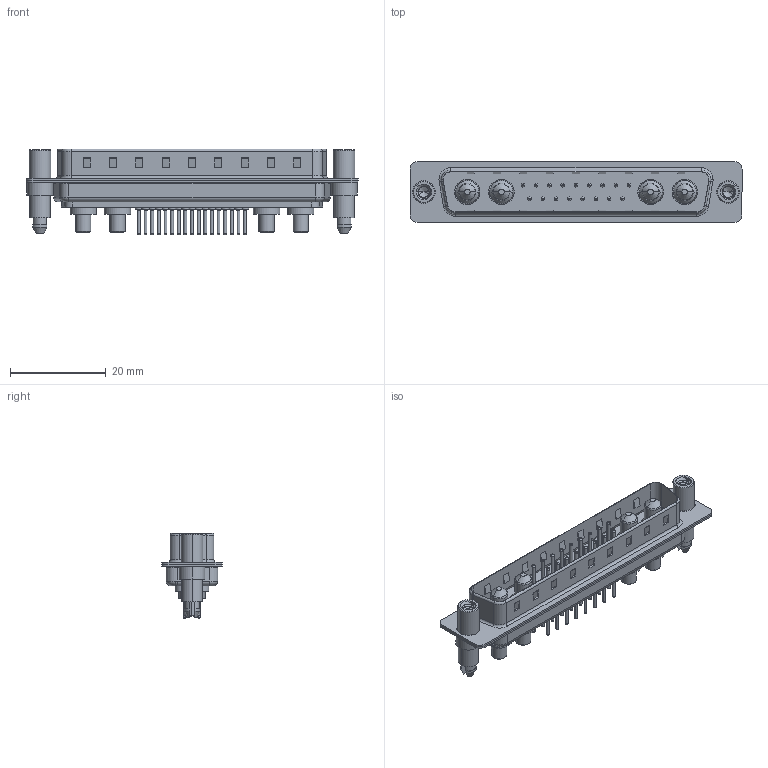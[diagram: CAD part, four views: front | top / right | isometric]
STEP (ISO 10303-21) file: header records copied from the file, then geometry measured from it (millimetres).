
FILE_DESCRIPTION (( 'STEP AP203' ), '1' );
FILE_NAME ('627-21W4624-3N6.STEP', '2019-05-30T19:02:44', ( '' ), ( '' ), 'SwSTEP 2.0', 'SolidWorks 2016', '' );
FILE_SCHEMA (( 'CONFIG_CONTROL_DESIGN' ));
Length unit declared in the file: millimetre
Products named in the file (8): 627-21W4624-3N6; 627Combo Housing_21W4; 627Combo Shell Rear_37 Contacts; 627Combo Shell Front_37 Contacts; 627Combo Threaded Standoff and Boardlock_6; Power Pin_30A S; 627Combo Contact Row 1_24; 627Combo Contact Row 2_24
Assembly tree (26 placements, depth 2):
  627-21W4624-3N6
    627Combo Housing_21W4
    627Combo Shell Rear_37 Contacts
    627Combo Shell Front_37 Contacts
    627Combo Threaded Standoff and Boardlock_6  x2
    Power Pin_30A S  x4
    627Combo Contact Row 1_24  x9
    627Combo Contact Row 2_24  x8
Bounding box: 69.3 x 12.6 x 17.9 mm (x, y, z)
Volume: 4409.2 mm3; surface area: 9628.7 mm2
Topology: 30 solids, 30 shells, 1253 faces, 2783 edges, 1704 vertices
Faces by surface type: cylinder 483, plane 380, torus 330, cone 46, bspline 14
Entity records: 21810 total; most frequent: CARTESIAN_POINT 4521, DIRECTION 3550, ORIENTED_EDGE 3150, EDGE_CURVE 1575, AXIS2_PLACEMENT_3D 1365, VERTEX_POINT 999, LINE 820, VECTOR 820
